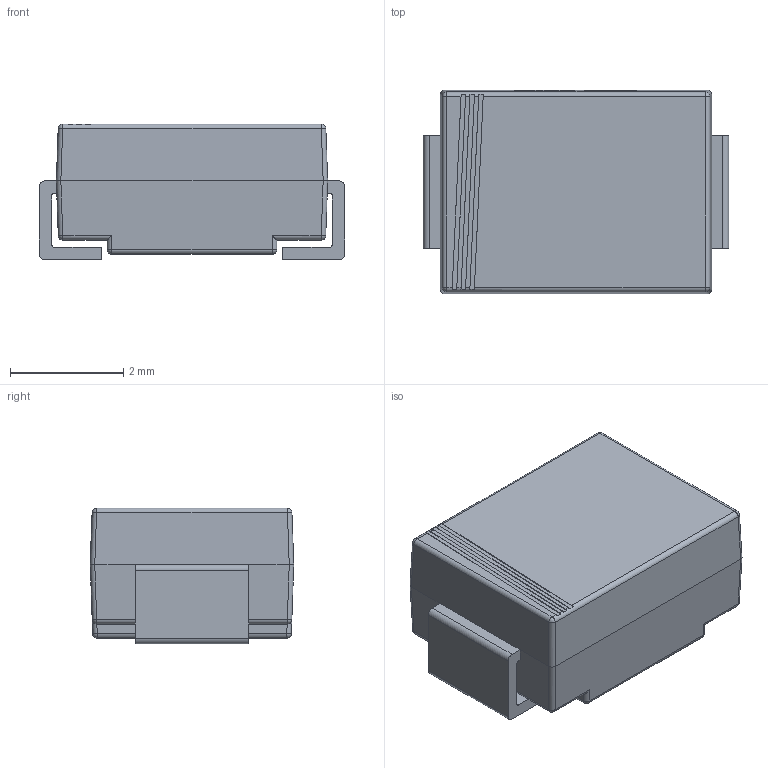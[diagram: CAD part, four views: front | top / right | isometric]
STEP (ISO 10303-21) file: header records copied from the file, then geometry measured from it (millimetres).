
FILE_DESCRIPTION (( 'STEP AP214' ), '1' );
FILE_NAME ('SMB_L4.8-W3.6-LS5.4-RD.step', '2022-07-05T10:56:11', ( '' ), ( '' ), 'SwSTEP 2.0', 'SolidWorks 2020', '' );
FILE_SCHEMA (( 'AUTOMOTIVE_DESIGN' ));
Length unit declared in the file: millimetre
Products named in the file (1): SMB_L4.8-W3.6-LS5.4-RD
Bounding box: 5.4 x 3.6 x 2.4 mm (x, y, z)
Volume: 39.4 mm3; surface area: 89.8 mm2
Topology: 1 solids, 1 shells, 314 faces, 831 edges, 538 vertices
Faces by surface type: plane 170, bspline 98, cylinder 34, sphere 12
Entity records: 13603 total; most frequent: CARTESIAN_POINT 3062, ORIENTED_EDGE 1662, DIRECTION 1093, EDGE_CURVE 831, LINE 555, VECTOR 555, VERTEX_POINT 538, EDGE_LOOP 333
